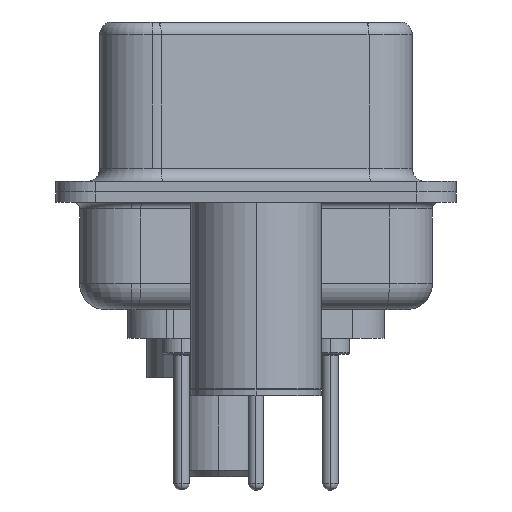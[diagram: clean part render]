
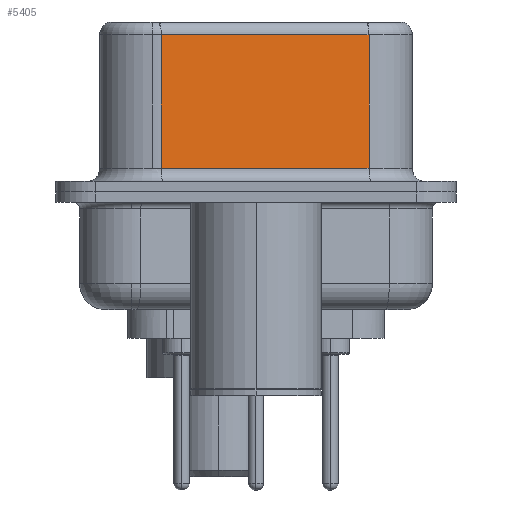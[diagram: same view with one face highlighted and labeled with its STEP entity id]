
A CAD part, left-side view. The second image highlights one B-rep face of the part: STEP entity #5405.
In plain terms, the highlighted planar face has unit normal (-0.985, -0.174, 0).
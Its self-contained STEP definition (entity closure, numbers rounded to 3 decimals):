
#655 = CARTESIAN_POINT ( 'NONE',  ( 5.132, -4.322, 0.9 ) ) ;
#1172 = EDGE_CURVE ( 'NONE', #8302, #28930, #14763, .T. ) ;
#2044 = VECTOR ( 'NONE', #3131, 1000. ) ;
#2134 = DIRECTION ( 'NONE',  ( -0.174, 0.985, 0. ) ) ;
#3131 = DIRECTION ( 'NONE',  ( 0.174, -0.985, 0. ) ) ;
#3356 = PLANE ( 'NONE',  #26396 ) ;
#3428 = DIRECTION ( 'NONE',  ( 0.985, 0.174, 0. ) ) ;
#3456 = VERTEX_POINT ( 'NONE', #14217 ) ;
#5405 = ADVANCED_FACE ( 'NONE', ( #10580 ), #3356, .F. ) ;
#6136 = DIRECTION ( 'NONE',  ( 0., 0., -1. ) ) ;
#8015 = VECTOR ( 'NONE', #2134, 1000. ) ;
#8302 = VERTEX_POINT ( 'NONE', #18704 ) ;
#8326 = LINE ( 'NONE', #655, #2044 ) ;
#8469 = LINE ( 'NONE', #22088, #13846 ) ;
#10580 = FACE_OUTER_BOUND ( 'NONE', #19532, .T. ) ;
#10797 = CARTESIAN_POINT ( 'NONE',  ( 3.73, 3.628, 6.52 ) ) ;
#11316 = VECTOR ( 'NONE', #19993, 1000. ) ;
#11672 = EDGE_CURVE ( 'NONE', #28930, #19248, #24939, .T. ) ;
#11682 = DIRECTION ( 'NONE',  ( -0.174, 0.985, 0. ) ) ;
#12632 = ORIENTED_EDGE ( 'NONE', *, *, #24067, .F. ) ;
#13846 = VECTOR ( 'NONE', #6136, 1000. ) ;
#14217 = CARTESIAN_POINT ( 'NONE',  ( 5.132, -4.322, 0.9 ) ) ;
#14245 = CARTESIAN_POINT ( 'NONE',  ( 3.73, 3.628, 0.9 ) ) ;
#14763 = LINE ( 'NONE', #29023, #8015 ) ;
#15989 = CARTESIAN_POINT ( 'NONE',  ( 5.132, -4.322, 6.52 ) ) ;
#18704 = CARTESIAN_POINT ( 'NONE',  ( 5.132, -4.322, 6.02 ) ) ;
#18867 = ORIENTED_EDGE ( 'NONE', *, *, #19303, .T. ) ;
#19248 = VERTEX_POINT ( 'NONE', #14245 ) ;
#19303 = EDGE_CURVE ( 'NONE', #19248, #3456, #8326, .T. ) ;
#19532 = EDGE_LOOP ( 'NONE', ( #12632, #25189, #20323, #18867 ) ) ;
#19993 = DIRECTION ( 'NONE',  ( 0., 0., -1. ) ) ;
#20323 = ORIENTED_EDGE ( 'NONE', *, *, #11672, .T. ) ;
#21300 = CARTESIAN_POINT ( 'NONE',  ( 3.73, 3.628, 6.02 ) ) ;
#22088 = CARTESIAN_POINT ( 'NONE',  ( 5.132, -4.322, 6.52 ) ) ;
#24067 = EDGE_CURVE ( 'NONE', #8302, #3456, #8469, .T. ) ;
#24939 = LINE ( 'NONE', #10797, #11316 ) ;
#25189 = ORIENTED_EDGE ( 'NONE', *, *, #1172, .T. ) ;
#26396 = AXIS2_PLACEMENT_3D ( 'NONE', #15989, #3428, #11682 ) ;
#28930 = VERTEX_POINT ( 'NONE', #21300 ) ;
#29023 = CARTESIAN_POINT ( 'NONE',  ( 5.132, -4.322, 6.02 ) ) ;
